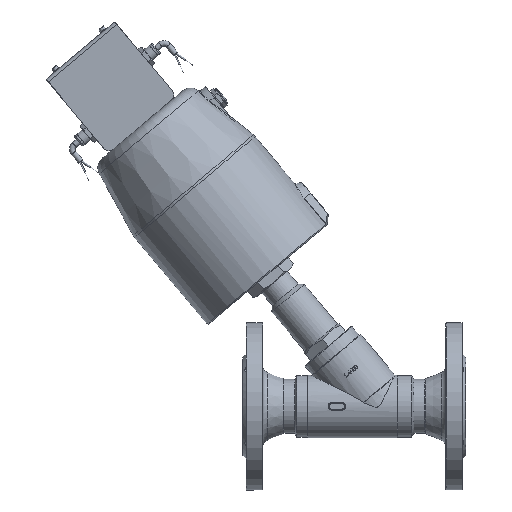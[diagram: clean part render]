
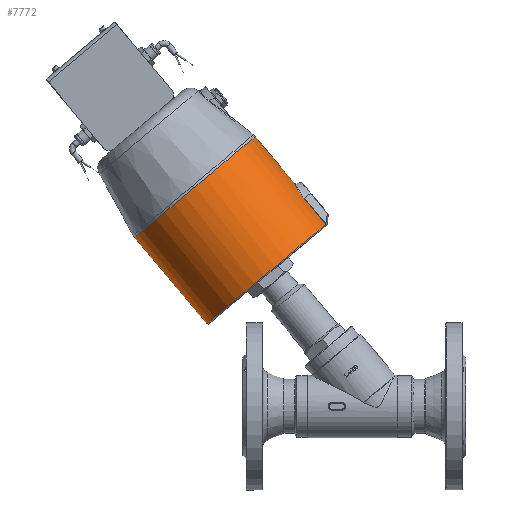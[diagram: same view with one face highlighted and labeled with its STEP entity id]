
A CAD part, left-side view. The second image highlights one B-rep face of the part: STEP entity #7772.
In plain terms, the highlighted cylindrical face has radius 70.5 mm (diameter 141 mm), a full revolution.
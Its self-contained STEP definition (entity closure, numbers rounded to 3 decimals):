
#952=B_SPLINE_CURVE_WITH_KNOTS('',3,(#25357,#25358,#25359,#25360,#25361,
#25362,#25363,#25364,#25365,#25366),.UNSPECIFIED.,.F.,.F.,(4,1,1,1,1,1,
1,4),(-5.302,-4.544,-3.787,-3.03,
-2.272,-1.515,-0.757,0.),
 .UNSPECIFIED.);
#1216=LINE('',#25203,#1588);
#1221=LINE('',#25356,#1593);
#1588=VECTOR('',#9693,30.);
#1593=VECTOR('',#9724,30.);
#2030=FACE_BOUND('',#2922,.T.);
#2366=FACE_OUTER_BOUND('',#2921,.T.);
#2921=EDGE_LOOP('',(#6502,#6503,#6504,#6505));
#2922=EDGE_LOOP('',(#6506));
#3377=CIRCLE('',#8354,70.5);
#3381=CIRCLE('',#8365,70.5);
#3947=VERTEX_POINT('',#25170);
#3948=VERTEX_POINT('',#25171);
#3952=VERTEX_POINT('',#25202);
#3958=VERTEX_POINT('',#25347);
#3961=VERTEX_POINT('',#25355);
#4832=EDGE_CURVE('',#3947,#3948,#3377,.T.);
#4839=EDGE_CURVE('',#3947,#3952,#1216,.T.);
#4853=EDGE_CURVE('',#3958,#3958,#3381,.T.);
#4856=EDGE_CURVE('',#3961,#3948,#1221,.T.);
#4857=EDGE_CURVE('',#3952,#3961,#952,.T.);
#6502=ORIENTED_EDGE('',*,*,#4832,.T.);
#6503=ORIENTED_EDGE('',*,*,#4856,.F.);
#6504=ORIENTED_EDGE('',*,*,#4857,.F.);
#6505=ORIENTED_EDGE('',*,*,#4839,.F.);
#6506=ORIENTED_EDGE('',*,*,#4853,.F.);
#7461=CYLINDRICAL_SURFACE('',#8369,70.5);
#7772=ADVANCED_FACE('',(#2366,#2030),#7461,.T.);
#8354=AXIS2_PLACEMENT_3D('',#25172,#9685,#9686);
#8365=AXIS2_PLACEMENT_3D('',#25348,#9714,#9715);
#8369=AXIS2_PLACEMENT_3D('',#25354,#9722,#9723);
#9685=DIRECTION('center_axis',(0.,0.643,
0.766));
#9686=DIRECTION('ref_axis',(0.,-0.766,0.643));
#9693=DIRECTION('',(0.,0.643,0.766));
#9714=DIRECTION('center_axis',(0.,0.643,
0.766));
#9715=DIRECTION('ref_axis',(0.,0.766,-0.643));
#9722=DIRECTION('center_axis',(0.,0.643,
0.766));
#9723=DIRECTION('ref_axis',(0.,-0.766,0.643));
#9724=DIRECTION('',(0.,-0.643,-0.766));
#25170=CARTESIAN_POINT('',(17.265,86.656,163.133));
#25171=CARTESIAN_POINT('',(-17.265,86.656,163.133));
#25172=CARTESIAN_POINT('Origin',(0.,139.018,
119.197));
#25202=CARTESIAN_POINT('',(17.265,105.94,186.115));
#25203=CARTESIAN_POINT('',(17.265,118.795,201.435));
#25347=CARTESIAN_POINT('',(0.,149.87,241.808));
#25348=CARTESIAN_POINT('Origin',(0.,203.876,
196.492));
#25354=CARTESIAN_POINT('Origin',(0.,171.157,
157.499));
#25355=CARTESIAN_POINT('',(-17.265,105.94,186.115));
#25356=CARTESIAN_POINT('',(-17.265,118.795,201.435));
#25357=CARTESIAN_POINT('Ctrl Pts',(17.265,105.94,186.115));
#25358=CARTESIAN_POINT('Ctrl Pts',(17.265,107.562,188.048));
#25359=CARTESIAN_POINT('Ctrl Pts',(15.961,110.536,192.133));
#25360=CARTESIAN_POINT('Ctrl Pts',(10.828,113.424,197.225));
#25361=CARTESIAN_POINT('Ctrl Pts',(3.832,114.798,200.057));
#25362=CARTESIAN_POINT('Ctrl Pts',(-3.806,114.803,200.072));
#25363=CARTESIAN_POINT('Ctrl Pts',(-10.832,113.42,197.217));
#25364=CARTESIAN_POINT('Ctrl Pts',(-15.95,110.545,192.148));
#25365=CARTESIAN_POINT('Ctrl Pts',(-17.265,107.562,188.048));
#25366=CARTESIAN_POINT('Ctrl Pts',(-17.265,105.94,186.115));
